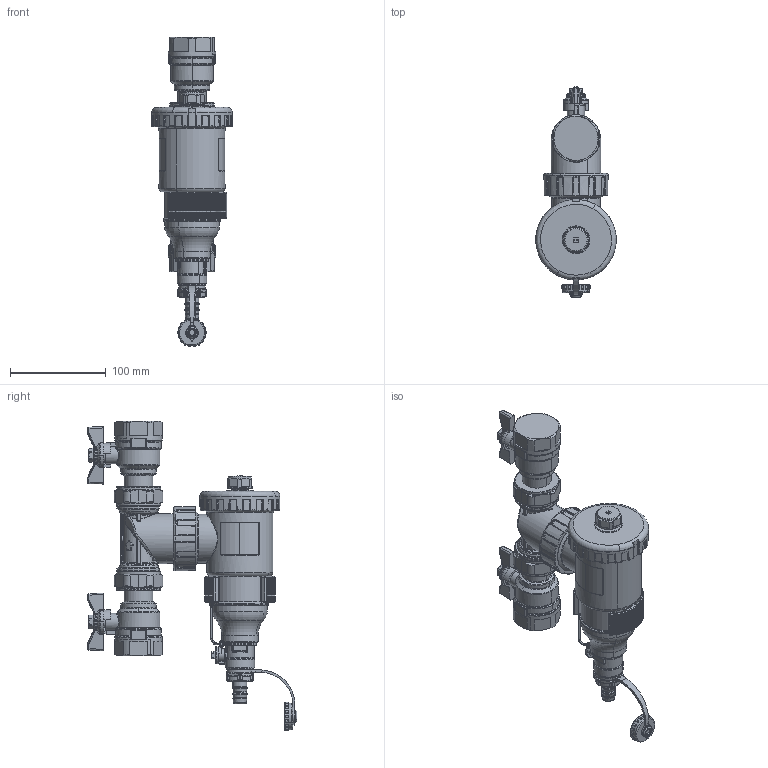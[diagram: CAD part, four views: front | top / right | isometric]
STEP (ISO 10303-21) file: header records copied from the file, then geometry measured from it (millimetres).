
FILE_DESCRIPTION(('CATIA V5 STEP Exchange','CAx-IF Rec.Pracs.--- Model Styling and Organization---1.4--- 2014-01-23','CAx-IF Rec.Pracs.---3D Tessellated Data Validation Properties---0.5---2014-09-14'),'2;1');
FILE_NAME('STEP_545347_-_TST.stp','2022-06-17T11:28:58+00:00',('none'),('none'),'CATIA Version 5-6 Release 2019 SP3','CATIA V5 STEP AP242 v1','none');
FILE_SCHEMA(('AP242_MANAGED_MODEL_BASED_3D_ENGINEERING_MIM_LF {1 0 10303 442 1 1 4}'));
Products named in the file (1): 545347 - TST
Bounding box: 83.88 x 218.94 x 323.05 mm (x, y, z)
Volume: 1088296.1 mm3; surface area: 140228.3 mm2
Topology: 2 solids, 12 shells, 5004 faces, 12090 edges, 6939 vertices
Faces by surface type: bspline 2028, cylinder 1125, plane 907, torus 556, cone 275, sphere 109, extrusion 2, revolution 2
Entity records: 231416 total; most frequent: CARTESIAN_POINT 138246, ORIENTED_EDGE 23714, EDGE_CURVE 11857, DIRECTION 10029, VERTEX_POINT 6939, B_SPLINE_CURVE_WITH_KNOTS 5427, AXIS2_PLACEMENT_3D 5405, EDGE_LOOP 5094
